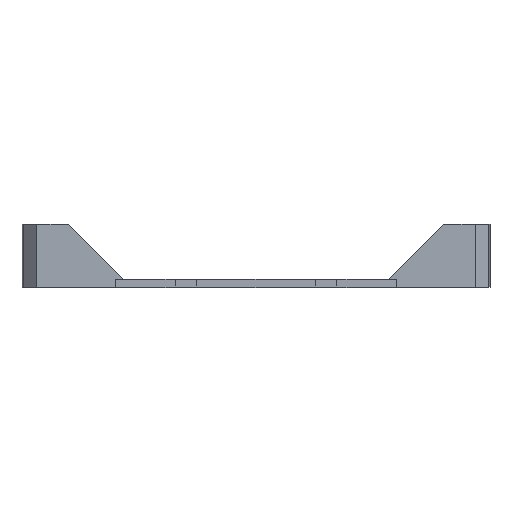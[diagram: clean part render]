
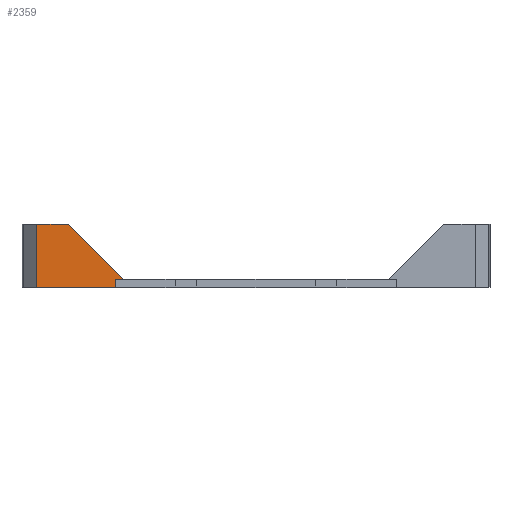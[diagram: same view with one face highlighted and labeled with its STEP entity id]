
A CAD part, top view. The second image highlights one B-rep face of the part: STEP entity #2359.
In plain terms, the highlighted planar face has unit normal (0, 0, 1).
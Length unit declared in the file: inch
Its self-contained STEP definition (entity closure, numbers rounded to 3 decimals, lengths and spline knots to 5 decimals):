
#8 = ORIENTED_EDGE ( 'NONE', *, *, #2322, .F. ) ;
#81 = CARTESIAN_POINT ( 'NONE',  ( -2.38257, 0.8, 0.565 ) ) ;
#124 = ORIENTED_EDGE ( 'NONE', *, *, #2376, .T. ) ;
#202 = CARTESIAN_POINT ( 'NONE',  ( -1.77997, 0., 0.565 ) ) ;
#335 = PLANE ( 'NONE',  #2672 ) ;
#375 = VERTEX_POINT ( 'NONE', #429 ) ;
#429 = CARTESIAN_POINT ( 'NONE',  ( -2.78323, 0., 0.565 ) ) ;
#434 = VERTEX_POINT ( 'NONE', #681 ) ;
#462 = LINE ( 'NONE', #1735, #2136 ) ;
#471 = CARTESIAN_POINT ( 'NONE',  ( -2.78323, 1.74147, 0.565 ) ) ;
#571 = CARTESIAN_POINT ( 'NONE',  ( -1.77997, 1.74147, 0.565 ) ) ;
#574 = EDGE_LOOP ( 'NONE', ( #659, #8, #2171, #1493, #1510, #124 ) ) ;
#584 = DIRECTION ( 'NONE',  ( 1., 0., 0. ) ) ;
#637 = EDGE_CURVE ( 'NONE', #1562, #1967, #1922, .T. ) ;
#649 = DIRECTION ( 'NONE',  ( 0., -1., 0. ) ) ;
#659 = ORIENTED_EDGE ( 'NONE', *, *, #637, .T. ) ;
#681 = CARTESIAN_POINT ( 'NONE',  ( -1.77997, 0.1, 0.565 ) ) ;
#689 = EDGE_CURVE ( 'NONE', #434, #2345, #462, .T. ) ;
#738 = LINE ( 'NONE', #1613, #1836 ) ;
#910 = CARTESIAN_POINT ( 'NONE',  ( -2.78323, 0.8, 0.565 ) ) ;
#1069 = CARTESIAN_POINT ( 'NONE',  ( -2.552, 0.96944, 0.565 ) ) ;
#1076 = DIRECTION ( 'NONE',  ( 0., -1., 0. ) ) ;
#1222 = VECTOR ( 'NONE', #1076, 39.37008 ) ;
#1292 = DIRECTION ( 'NONE',  ( -0.707, 0.707, 0. ) ) ;
#1339 = CARTESIAN_POINT ( 'NONE',  ( -1.68257, 0.1, 0.565 ) ) ;
#1373 = DIRECTION ( 'NONE',  ( 1., 0., 0. ) ) ;
#1394 = DIRECTION ( 'NONE',  ( 0., 0., -1. ) ) ;
#1409 = CARTESIAN_POINT ( 'NONE',  ( -2.78323, 0.8, 0.565 ) ) ;
#1493 = ORIENTED_EDGE ( 'NONE', *, *, #2507, .T. ) ;
#1510 = ORIENTED_EDGE ( 'NONE', *, *, #689, .F. ) ;
#1539 = LINE ( 'NONE', #910, #2721 ) ;
#1562 = VERTEX_POINT ( 'NONE', #1339 ) ;
#1613 = CARTESIAN_POINT ( 'NONE',  ( 0., 0.1, 0.565 ) ) ;
#1735 = CARTESIAN_POINT ( 'NONE',  ( -1.77997, 1.74147, 0.565 ) ) ;
#1756 = DIRECTION ( 'NONE',  ( 1., 0., 0. ) ) ;
#1836 = VECTOR ( 'NONE', #1373, 39.37008 ) ;
#1916 = CARTESIAN_POINT ( 'NONE',  ( -1.77997, 0., 0.565 ) ) ;
#1922 = LINE ( 'NONE', #1069, #2404 ) ;
#1967 = VERTEX_POINT ( 'NONE', #81 ) ;
#2004 = VECTOR ( 'NONE', #584, 39.37008 ) ;
#2136 = VECTOR ( 'NONE', #649, 39.37008 ) ;
#2171 = ORIENTED_EDGE ( 'NONE', *, *, #2688, .T. ) ;
#2211 = FACE_OUTER_BOUND ( 'NONE', #574, .T. ) ;
#2290 = LINE ( 'NONE', #202, #2004 ) ;
#2322 = EDGE_CURVE ( 'NONE', #2362, #1967, #1539, .T. ) ;
#2324 = LINE ( 'NONE', #471, #1222 ) ;
#2345 = VERTEX_POINT ( 'NONE', #1916 ) ;
#2359 = ADVANCED_FACE ( 'NONE', ( #2211 ), #335, .F. ) ;
#2362 = VERTEX_POINT ( 'NONE', #1409 ) ;
#2376 = EDGE_CURVE ( 'NONE', #434, #1562, #738, .T. ) ;
#2404 = VECTOR ( 'NONE', #1292, 39.37008 ) ;
#2416 = DIRECTION ( 'NONE',  ( -1., 0., 0. ) ) ;
#2507 = EDGE_CURVE ( 'NONE', #375, #2345, #2290, .T. ) ;
#2672 = AXIS2_PLACEMENT_3D ( 'NONE', #571, #1394, #2416 ) ;
#2688 = EDGE_CURVE ( 'NONE', #2362, #375, #2324, .T. ) ;
#2721 = VECTOR ( 'NONE', #1756, 39.37008 ) ;
